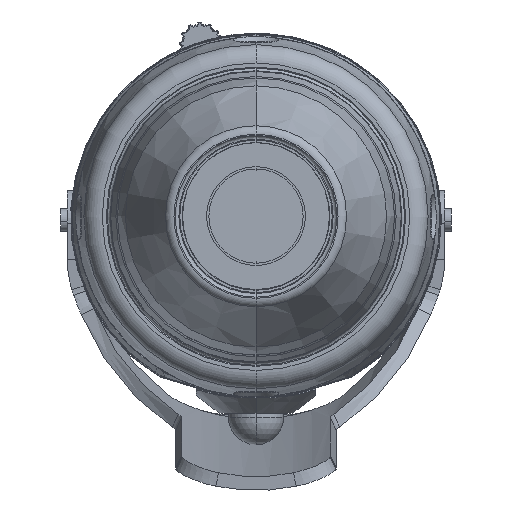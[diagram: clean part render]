
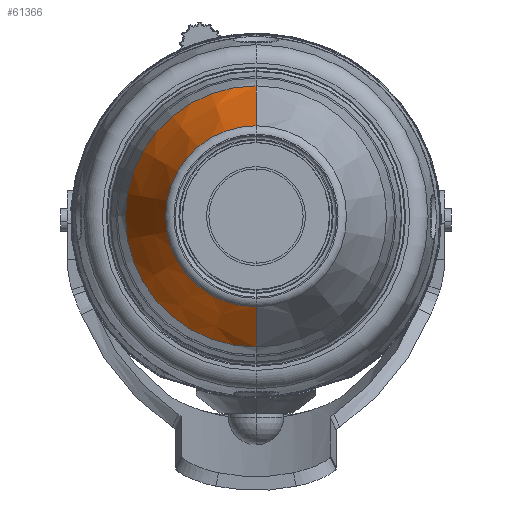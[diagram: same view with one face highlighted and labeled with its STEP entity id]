
A CAD part, top view. The second image highlights one B-rep face of the part: STEP entity #61366.
In plain terms, the highlighted conical face has half-angle 24 degrees and reference radius 11.967 mm.
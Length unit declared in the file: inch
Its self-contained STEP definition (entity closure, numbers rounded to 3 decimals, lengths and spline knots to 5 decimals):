
#18231=CARTESIAN_POINT('',(0.,0.,0.99084));
#18232=DIRECTION('',(0.,0.,-1.));
#18233=DIRECTION('',(0.,-1.,0.));
#18234=AXIS2_PLACEMENT_3D('',#18231,#18232,#18233);
#18236=DIRECTION('',(0.,0.407,-0.914));
#18237=VECTOR('',#18236,0.41973);
#18238=CARTESIAN_POINT('',(0.,0.3858,1.37428));
#18239=LINE('',#18238,#18237);
#18245=DIRECTION('',(0.,0.407,0.914));
#18246=VECTOR('',#18245,0.41973);
#18247=CARTESIAN_POINT('',(0.,-0.55651,0.99084));
#18248=LINE('',#18247,#18246);
#18264=CARTESIAN_POINT('',(0.,0.,1.37428));
#18265=DIRECTION('',(0.,0.,-1.));
#18266=DIRECTION('',(0.,-1.,0.));
#18267=AXIS2_PLACEMENT_3D('',#18264,#18265,#18266);
#44016=CARTESIAN_POINT('',(0.,0.55651,0.99084));
#44017=VERTEX_POINT('',#44016);
#44018=CARTESIAN_POINT('',(0.,-0.55651,0.99084));
#44019=VERTEX_POINT('',#44018);
#44020=CARTESIAN_POINT('',(0.,0.3858,1.37428));
#44021=VERTEX_POINT('',#44020);
#44022=CARTESIAN_POINT('',(0.,-0.3858,1.37428));
#44023=VERTEX_POINT('',#44022);
#61352=CARTESIAN_POINT('',(0.,0.,1.18256));
#61353=DIRECTION('',(0.,0.,-1.));
#61354=DIRECTION('',(0.,-1.,0.));
#61355=AXIS2_PLACEMENT_3D('',#61352,#61353,#61354);
#61356=CONICAL_SURFACE('',#61355,0.47115,24.);
#61358=ORIENTED_EDGE('',*,*,#61357,.F.);
#61360=ORIENTED_EDGE('',*,*,#61359,.F.);
#61362=ORIENTED_EDGE('',*,*,#61361,.F.);
#61363=ORIENTED_EDGE('',*,*,#61345,.T.);
#61364=EDGE_LOOP('',(#61358,#61360,#61362,#61363));
#61365=FACE_OUTER_BOUND('',#61364,.F.);
#61366=ADVANCED_FACE('',(#61365),#61356,.T.);
#18235=CIRCLE('',#18234,0.55651);
#18268=CIRCLE('',#18267,0.3858);
#61345=EDGE_CURVE('',#44019,#44017,#18235,.T.);
#61357=EDGE_CURVE('',#44021,#44017,#18239,.T.);
#61359=EDGE_CURVE('',#44023,#44021,#18268,.T.);
#61361=EDGE_CURVE('',#44019,#44023,#18248,.T.);
